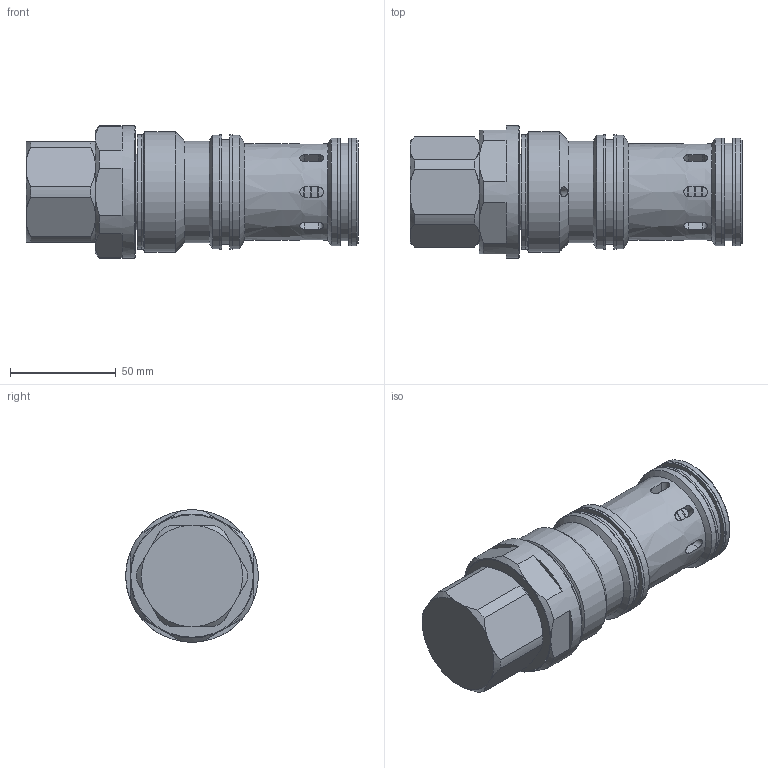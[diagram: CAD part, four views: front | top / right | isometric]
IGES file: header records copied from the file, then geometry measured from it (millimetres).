
Global section: file name: No Iges File Name specified; native system: Autodesk Inventor 2012; preprocessor: AutoDesk Inventor Iges Exporter R2012; author: JGroves; date: 20160308.123628; units: inch
Bounding box: 157.22 x 62.74 x 62.74 mm (x, y, z)
Surface area: 52941.3 mm2 (no closed solid volume)
Topology: 0 solids, 0 shells, 123 faces, 612 edges, 561 vertices
Faces by surface type: revolution 74, plane 49
